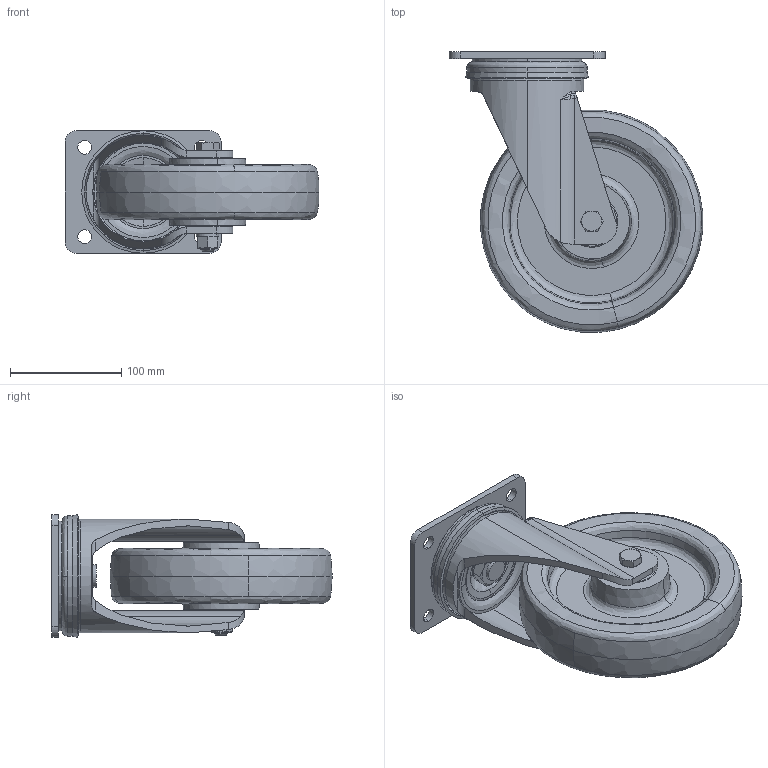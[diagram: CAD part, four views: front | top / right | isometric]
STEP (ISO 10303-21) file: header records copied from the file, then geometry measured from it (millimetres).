
FILE_DESCRIPTION (( 'STEP AP214' ), '1' );
FILE_NAME ('0033869_L-HV-PAM-200-K-3.step', '2018-08-03T11:17:27', ( 'Windows-Benutzer' ), ( '' ), 'SwSTEP 2.0', 'SolidWorks 2018', '' );
FILE_SCHEMA (( 'AUTOMOTIVE_DESIGN' ));
Length unit declared in the file: millimetre
Products named in the file (1): 0033869_L-HV-PAM-200-K-3
Bounding box: 227.89 x 251.72 x 110 mm (x, y, z)
Surface area: 242692 mm2 (no closed solid volume)
Topology: 0 solids, 20 shells, 340 faces, 811 edges, 513 vertices
Faces by surface type: cylinder 94, plane 90, cone 82, bspline 52, torus 22
Entity records: 16444 total; most frequent: CARTESIAN_POINT 4984, DIRECTION 1643, ORIENTED_EDGE 1540, EDGE_CURVE 811, AXIS2_PLACEMENT_3D 707, VERTEX_POINT 513, CIRCLE 418, EDGE_LOOP 383
